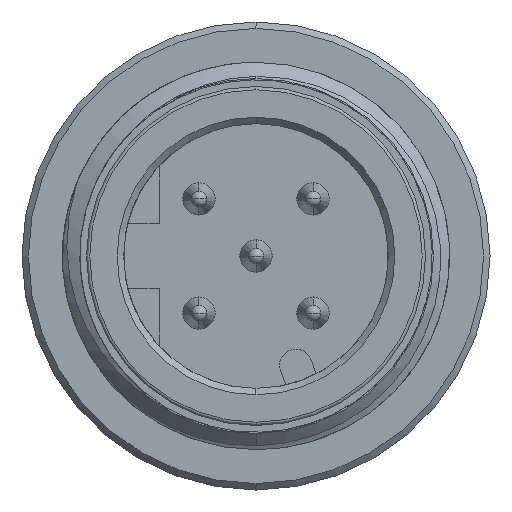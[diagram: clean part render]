
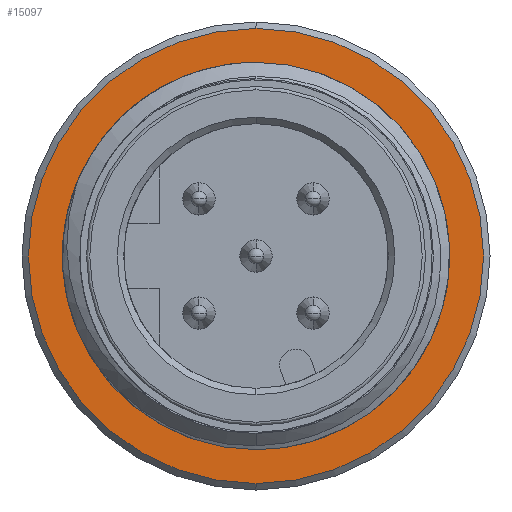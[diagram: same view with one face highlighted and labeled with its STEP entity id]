
A CAD part, left-side view. The second image highlights one B-rep face of the part: STEP entity #15097.
In plain terms, the highlighted planar face has unit normal (-1, 0, 0).
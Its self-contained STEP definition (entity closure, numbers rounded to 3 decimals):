
#4940 = DIRECTION ( 'NONE',  ( 0., 0., 1. ) ) ;
#6077 = PLANE ( 'NONE',  #44848 ) ;
#7189 = CARTESIAN_POINT ( 'NONE',  ( 7., 0., 7.05 ) ) ;
#7805 = CIRCLE ( 'NONE', #47702, 6. ) ;
#8367 = AXIS2_PLACEMENT_3D ( 'NONE', #26457, #31114, #4940 ) ;
#9372 = CARTESIAN_POINT ( 'NONE',  ( 7., 0., 0. ) ) ;
#9947 = CIRCLE ( 'NONE', #8367, 6. ) ;
#15030 = AXIS2_PLACEMENT_3D ( 'NONE', #17738, #36424, #39573 ) ;
#15097 = ADVANCED_FACE ( 'NONE', ( #31796, #17333 ), #6077, .F. ) ;
#16799 = CIRCLE ( 'NONE', #38735, 7.05 ) ;
#17213 = EDGE_CURVE ( 'NONE', #41913, #17605, #7805, .T. ) ;
#17333 = FACE_BOUND ( 'NONE', #39793, .T. ) ;
#17605 = VERTEX_POINT ( 'NONE', #39487 ) ;
#17738 = CARTESIAN_POINT ( 'NONE',  ( 7., 0., 0. ) ) ;
#18198 = ORIENTED_EDGE ( 'NONE', *, *, #26758, .T. ) ;
#25016 = VERTEX_POINT ( 'NONE', #42068 ) ;
#26457 = CARTESIAN_POINT ( 'NONE',  ( 7., 0., 0. ) ) ;
#26758 = EDGE_CURVE ( 'NONE', #25016, #36724, #30640, .T. ) ;
#27736 = DIRECTION ( 'NONE',  ( -1., 0., 0. ) ) ;
#28213 = CARTESIAN_POINT ( 'NONE',  ( 7., 0., 0. ) ) ;
#30640 = CIRCLE ( 'NONE', #15030, 7.05 ) ;
#31114 = DIRECTION ( 'NONE',  ( -1., 0., 0. ) ) ;
#31641 = ORIENTED_EDGE ( 'NONE', *, *, #41865, .F. ) ;
#31796 = FACE_OUTER_BOUND ( 'NONE', #46949, .T. ) ;
#32298 = CARTESIAN_POINT ( 'NONE',  ( 7., 6., 0. ) ) ;
#34696 = EDGE_CURVE ( 'NONE', #36724, #25016, #16799, .T. ) ;
#35138 = DIRECTION ( 'NONE',  ( -1., 0., 0. ) ) ;
#36424 = DIRECTION ( 'NONE',  ( -1., 0., 0. ) ) ;
#36724 = VERTEX_POINT ( 'NONE', #7189 ) ;
#38735 = AXIS2_PLACEMENT_3D ( 'NONE', #9372, #35138, #43431 ) ;
#39487 = CARTESIAN_POINT ( 'NONE',  ( 7., 0., -6. ) ) ;
#39573 = DIRECTION ( 'NONE',  ( 0., 0., -1. ) ) ;
#39793 = EDGE_LOOP ( 'NONE', ( #48345, #31641 ) ) ;
#40347 = ORIENTED_EDGE ( 'NONE', *, *, #34696, .T. ) ;
#41865 = EDGE_CURVE ( 'NONE', #17605, #41913, #9947, .T. ) ;
#41913 = VERTEX_POINT ( 'NONE', #42310 ) ;
#42068 = CARTESIAN_POINT ( 'NONE',  ( 7., 0., -7.05 ) ) ;
#42310 = CARTESIAN_POINT ( 'NONE',  ( 7., 0., 6. ) ) ;
#42699 = DIRECTION ( 'NONE',  ( 0., 0., 1. ) ) ;
#43431 = DIRECTION ( 'NONE',  ( 0., 0., -1. ) ) ;
#44848 = AXIS2_PLACEMENT_3D ( 'NONE', #32298, #46705, #47204 ) ;
#46705 = DIRECTION ( 'NONE',  ( 1., 0., 0. ) ) ;
#46949 = EDGE_LOOP ( 'NONE', ( #18198, #40347 ) ) ;
#47204 = DIRECTION ( 'NONE',  ( 0., 0., -1. ) ) ;
#47702 = AXIS2_PLACEMENT_3D ( 'NONE', #28213, #27736, #42699 ) ;
#48345 = ORIENTED_EDGE ( 'NONE', *, *, #17213, .F. ) ;
